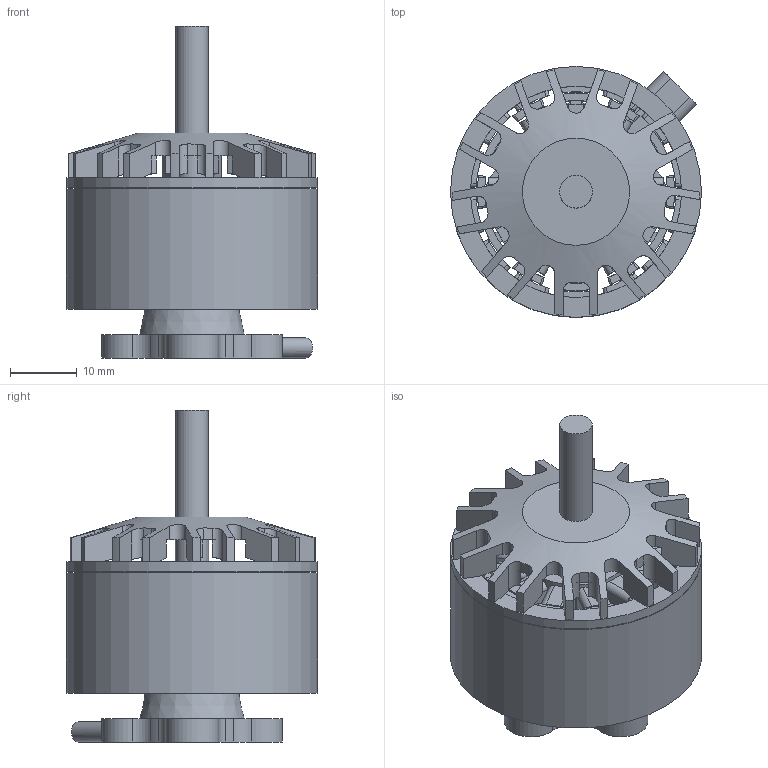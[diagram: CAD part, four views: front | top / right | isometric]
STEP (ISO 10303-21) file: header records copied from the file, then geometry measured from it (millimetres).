
FILE_DESCRIPTION(/* description */ (''),/* implementation_level */ '2;1');
FILE_NAME(/* name */ 'BrotherHobby_Tornado_T5_Pro_3113_640 Copy v1.step',/* time_stamp */ '2021-02-01T14:04:54+01:00',/* author */ (''),/* organization */ (''),/* preprocessor_version */ 'ST-DEVELOPER v18.1',/* originating_system */ 'Autodesk Translation Framework v9.7.1.1290',/* authorisation */ '');
FILE_SCHEMA (('AUTOMOTIVE_DESIGN { 1 0 10303 214 3 1 1 }'));
Length unit declared in the file: millimetre
Products named in the file (4): BrotherHobby_Tornado_T5_Pro_3113_640 Copy; Rotor; Stator; Wire
Assembly tree (3 placements, depth 2):
  BrotherHobby_Tornado_T5_Pro_3113_640 Copy
    Rotor
    Stator
    Wire
Bounding box: 37.5 x 37.5 x 49.6 mm (x, y, z)
Volume: 21019.1 mm3; surface area: 17980.8 mm2
Topology: 3 solids, 3 shells, 653 faces, 1786 edges, 1177 vertices
Faces by surface type: plane 338, cylinder 294, cone 21
Full cylindrical faces by diameter (mm): 2.529 x4, 4.901 x1, 5 x2, 5.4 x1, 7 x1, 13 x1, 15.5 x1, 31.5 x1, 34.5 x1, 37.5 x2
Entity records: 23072 total; most frequent: CARTESIAN_POINT 6314, ORIENTED_EDGE 3572, DIRECTION 3222, EDGE_CURVE 1786, VERTEX_POINT 1177, AXIS2_PLACEMENT_3D 1119, LINE 984, VECTOR 984
